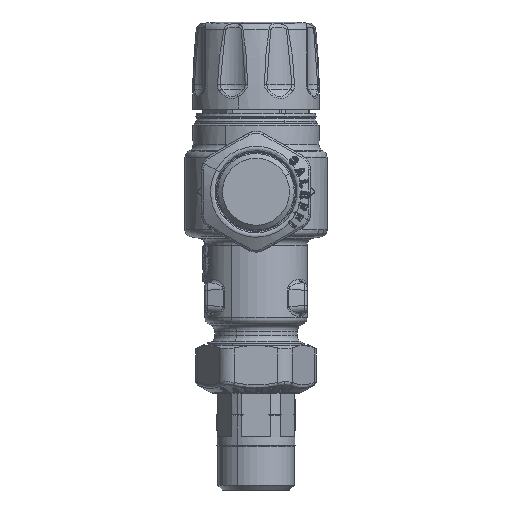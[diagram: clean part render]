
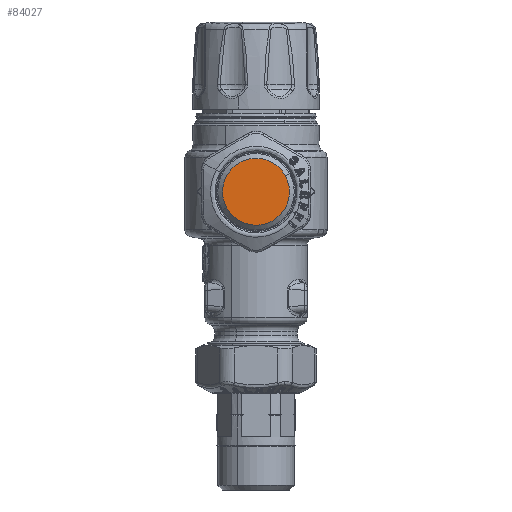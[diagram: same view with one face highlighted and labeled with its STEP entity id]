
A CAD part, front view. The second image highlights one B-rep face of the part: STEP entity #84027.
In plain terms, the highlighted planar face has unit normal (0, -1, 0).
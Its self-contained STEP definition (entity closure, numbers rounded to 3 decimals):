
#84004=CARTESIAN_POINT('Axis2P3D Location',(10.45,18.002,0.)) ;
#84009=CARTESIAN_POINT('Axis2P3D Location',(0.,18.002,0.)) ;
#84013=CARTESIAN_POINT('Vertex',(8.03,18.002,4.387)) ;
#84015=CARTESIAN_POINT('Vertex',(-8.03,18.002,-4.387)) ;
#84018=CARTESIAN_POINT('Axis2P3D Location',(0.,18.002,0.)) ;
#84005=DIRECTION('Axis2P3D Direction',(0.,-1.,0.)) ;
#84006=DIRECTION('Axis2P3D XDirection',(0.,0.,-1.)) ;
#84010=DIRECTION('Axis2P3D Direction',(0.,-1.,0.)) ;
#84019=DIRECTION('Axis2P3D Direction',(0.,-1.,0.)) ;
#84007=AXIS2_PLACEMENT_3D('Plane Axis2P3D',#84004,#84005,#84006) ;
#84011=AXIS2_PLACEMENT_3D('Circle Axis2P3D',#84009,#84010,$) ;
#84020=AXIS2_PLACEMENT_3D('Circle Axis2P3D',#84018,#84019,$) ;
#84012=CIRCLE('generated circle',#84011,9.15) ;
#84021=CIRCLE('generated circle',#84020,9.15) ;
#84008=PLANE('',#84007) ;
#84017=EDGE_CURVE('',#84014,#84016,#84012,.T.) ;
#84022=EDGE_CURVE('',#84016,#84014,#84021,.T.) ;
#84024=ORIENTED_EDGE('',*,*,#84017,.T.) ;
#84025=ORIENTED_EDGE('',*,*,#84022,.T.) ;
#84023=EDGE_LOOP('',(#84024,#84025)) ;
#84014=VERTEX_POINT('',#84013) ;
#84016=VERTEX_POINT('',#84015) ;
#84027=ADVANCED_FACE('PartBody',(#84026),#84008,.T.) ;
#84026=FACE_OUTER_BOUND('',#84023,.T.) ;
